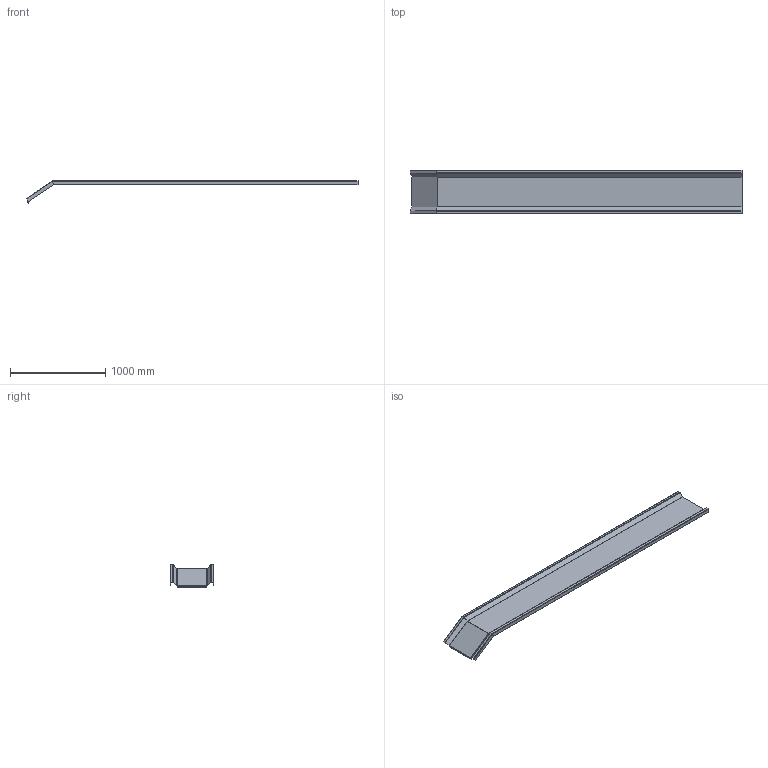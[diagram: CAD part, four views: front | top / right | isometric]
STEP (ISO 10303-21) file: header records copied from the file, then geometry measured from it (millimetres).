
FILE_DESCRIPTION((''),'2;1');
FILE_NAME('Rampe 2.stp','2017-10-24T12:13:38',('Markus Rathmann'),(''),'Autodesk Inventor 2013','Autodesk Inventor 2013','');
FILE_SCHEMA(('AUTOMOTIVE_DESIGN { 1 0 10303 214 1 1 1 1 }'));
Length unit declared in the file: millimetre
Products named in the file (1): Rampe 2
Bounding box: 3489.45 x 454.95 x 238.67 mm (x, y, z)
Volume: 5947773 mm3; surface area: 3992956 mm2
Topology: 1 solids, 1 shells, 164 faces, 343 edges, 179 vertices
Faces by surface type: plane 106, cylinder 30, bspline 28
Entity records: 4691 total; most frequent: CARTESIAN_POINT 1411, ORIENTED_EDGE 686, DIRECTION 609, EDGE_CURVE 343, VECTOR 259, LINE 259, VERTEX_POINT 179, AXIS2_PLACEMENT_3D 175
